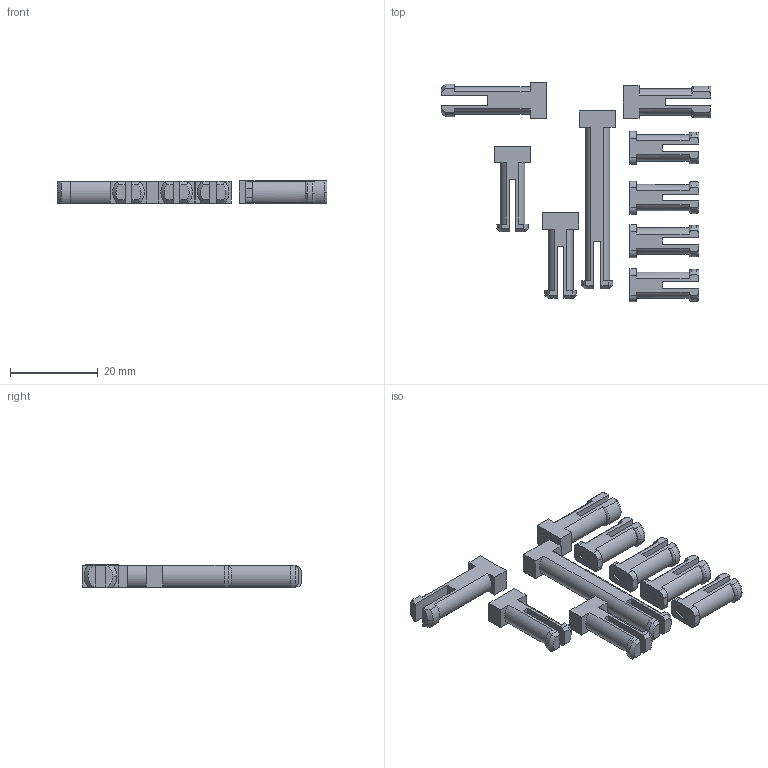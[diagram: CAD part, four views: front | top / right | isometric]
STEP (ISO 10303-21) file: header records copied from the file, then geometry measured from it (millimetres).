
FILE_DESCRIPTION (( 'STEP AP214' ), '1' );
FILE_NAME ('Snap Pins.STEP', '2024-07-19T23:40:06', ( '' ), ( '' ), 'SwSTEP 2.0', 'SolidWorks 2023', '' );
FILE_SCHEMA (( 'AUTOMOTIVE_DESIGN' ));
Length unit declared in the file: millimetre
Products named in the file (1): Snap Pins
Bounding box: 61.41 x 49.94 x 5.1 mm (x, y, z)
Volume: 4432.7 mm3; surface area: 4960.2 mm2
Topology: 9 solids, 9 shells, 502 faces, 1314 edges, 848 vertices
Faces by surface type: cylinder 216, plane 156, bspline 80, torus 40, cone 10
Entity records: 21896 total; most frequent: CARTESIAN_POINT 10656, ORIENTED_EDGE 2628, DIRECTION 1864, EDGE_CURVE 1314, VERTEX_POINT 848, LINE 628, VECTOR 628, AXIS2_PLACEMENT_3D 618
